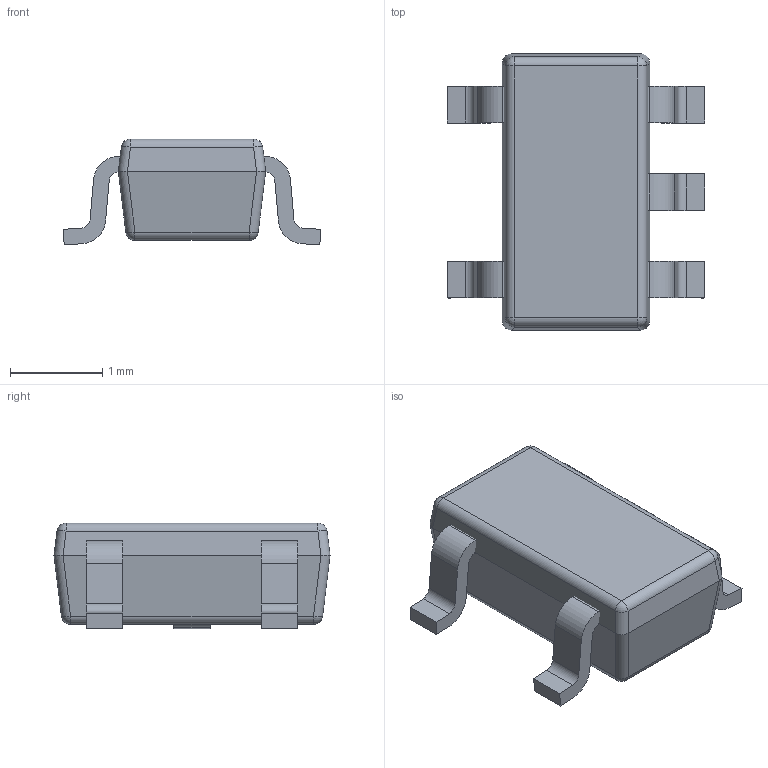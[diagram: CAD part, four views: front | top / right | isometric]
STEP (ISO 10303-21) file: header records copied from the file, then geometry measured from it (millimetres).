
FILE_DESCRIPTION(/* description */ ('Unknown'),/* implementation_level */ '2;1');
FILE_NAME(/* name */ 'SOT-25',/* time_stamp */ '2020-04-15T14:44:59+08:00',/* author */ ('Unknown'),/* organization */ ('Unknown'),/* preprocessor_version */ 'ST-DEVELOPER v16.7',/* originating_system */ 'DEX',/* authorisation */ $);
FILE_SCHEMA (('AUTOMOTIVE_DESIGN {1 0 10303 214 3 1 1}'));
Length unit declared in the file: millimetre
Products named in the file (3): SOT-25; CPD; LDF
Assembly tree (2 placements, depth 2):
  SOT-25
    CPD
    LDF
Bounding box: 2.8 x 3 x 1.15 mm (x, y, z)
Volume: 5.5 mm3; surface area: 29.2 mm2
Topology: 4 solids, 4 shells, 92 faces, 228 edges, 136 vertices
Faces by surface type: plane 48, cylinder 36, sphere 8
Entity records: 3108 total; most frequent: DIRECTION 478, CARTESIAN_POINT 451, ORIENTED_EDGE 440, EDGE_CURVE 220, AXIS2_PLACEMENT_3D 163, LINE 152, VECTOR 152, VERTEX_POINT 136
